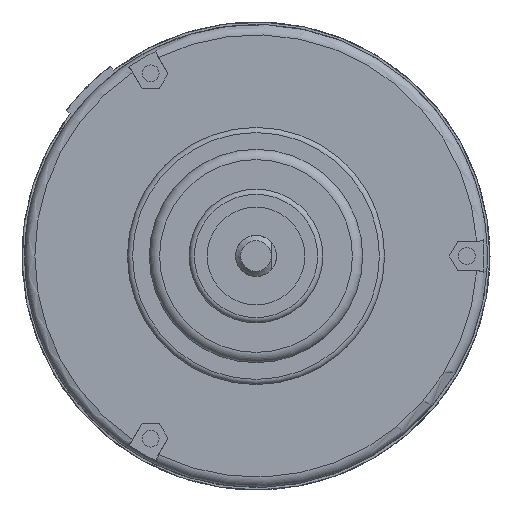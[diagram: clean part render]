
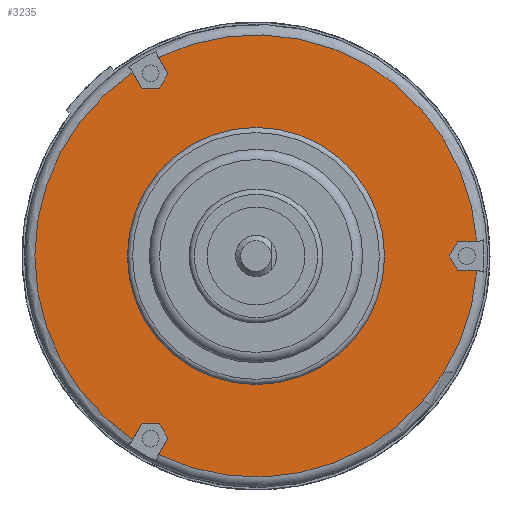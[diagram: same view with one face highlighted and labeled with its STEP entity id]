
A CAD part, left-side view. The second image highlights one B-rep face of the part: STEP entity #3235.
In plain terms, the highlighted planar face has unit normal (-1, 0, 0).
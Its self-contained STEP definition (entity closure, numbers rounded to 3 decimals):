
#1160=CARTESIAN_POINT('',(-59.,18.94,38.604));
#1161=VERTEX_POINT('',#1160);
#1162=CARTESIAN_POINT('',(-59.,-42.902,2.9));
#1163=VERTEX_POINT('',#1162);
#1164=CARTESIAN_POINT('',(-59.,0.,0.));
#1165=DIRECTION('',(1.,0.,0.));
#1166=DIRECTION('',(0.,0.5,0.866));
#1167=AXIS2_PLACEMENT_3D('',#1164,#1165,#1166);
#1168=CIRCLE('',#1167,43.);
#1169=EDGE_CURVE('',#1161,#1163,#1168,.T.);
#1213=CARTESIAN_POINT('',(-59.,-42.902,-2.9));
#1214=VERTEX_POINT('',#1213);
#1222=CARTESIAN_POINT('',(-59.,18.94,-38.604));
#1223=VERTEX_POINT('',#1222);
#1224=CARTESIAN_POINT('',(-59.,0.,0.));
#1225=DIRECTION('',(1.,0.,0.));
#1226=DIRECTION('',(0.,0.5,0.866));
#1227=AXIS2_PLACEMENT_3D('',#1224,#1225,#1226);
#1228=CIRCLE('',#1227,43.);
#1229=EDGE_CURVE('',#1214,#1223,#1228,.T.);
#1275=CARTESIAN_POINT('',(-59.,23.963,-35.704));
#1276=VERTEX_POINT('',#1275);
#1284=CARTESIAN_POINT('',(-59.,23.963,35.704));
#1285=VERTEX_POINT('',#1284);
#1286=CARTESIAN_POINT('',(-59.,0.,0.));
#1287=DIRECTION('',(1.,0.,0.));
#1288=DIRECTION('',(0.,0.5,0.866));
#1289=AXIS2_PLACEMENT_3D('',#1286,#1287,#1288);
#1290=CIRCLE('',#1289,43.);
#1291=EDGE_CURVE('',#1276,#1285,#1290,.T.);
#1508=CARTESIAN_POINT('',(-59.,-12.5,-21.651));
#1509=VERTEX_POINT('',#1508);
#1510=CARTESIAN_POINT('',(-59.,0.,0.));
#1511=DIRECTION('',(1.0,0.,0.));
#1512=DIRECTION('',(0.,0.5,0.866));
#1513=AXIS2_PLACEMENT_3D('',#1510,#1511,#1512);
#1514=CIRCLE('',#1513,25.);
#1515=EDGE_CURVE('',#1509,#1509,#1514,.T.);
#3132=CARTESIAN_POINT('',(-59.,20.142,34.888));
#3133=DIRECTION('',(-1.0,0.0,0.0));
#3134=DIRECTION('',(0.0,0.0,1.0));
#3135=AXIS2_PLACEMENT_3D('',#3132,#3133,#3134);
#3136=PLANE('',#3135);
#3137=CARTESIAN_POINT('',(-59.,-39.274,-2.9));
#3138=VERTEX_POINT('',#3137);
#3139=CARTESIAN_POINT('',(-59.,-42.902,-2.9));
#3140=DIRECTION('',(0.,1.0,0.));
#3141=VECTOR('',#3140,3.628);
#3142=LINE('',#3139,#3141);
#3143=EDGE_CURVE('',#1214,#3138,#3142,.T.);
#3144=ORIENTED_EDGE('',*,*,#3143,.T.);
#3145=CARTESIAN_POINT('',(-59.,-37.6,0.));
#3146=VERTEX_POINT('',#3145);
#3147=CARTESIAN_POINT('',(-59.,-39.274,-2.9));
#3148=DIRECTION('',(0.0,0.5,0.866));
#3149=VECTOR('',#3148,3.349);
#3150=LINE('',#3147,#3149);
#3151=EDGE_CURVE('',#3138,#3146,#3150,.T.);
#3152=ORIENTED_EDGE('',*,*,#3151,.T.);
#3153=CARTESIAN_POINT('',(-59.,-39.274,2.9));
#3154=VERTEX_POINT('',#3153);
#3155=CARTESIAN_POINT('',(-59.,-37.6,0.));
#3156=DIRECTION('',(0.0,-0.5,0.866));
#3157=VECTOR('',#3156,3.349);
#3158=LINE('',#3155,#3157);
#3159=EDGE_CURVE('',#3146,#3154,#3158,.T.);
#3160=ORIENTED_EDGE('',*,*,#3159,.T.);
#3161=CARTESIAN_POINT('',(-59.,-39.274,2.9));
#3162=DIRECTION('',(0.,-1.0,0.));
#3163=VECTOR('',#3162,3.628);
#3164=LINE('',#3161,#3163);
#3165=EDGE_CURVE('',#3154,#1163,#3164,.T.);
#3166=ORIENTED_EDGE('',*,*,#3165,.T.);
#3167=ORIENTED_EDGE('',*,*,#1169,.F.);
#3168=CARTESIAN_POINT('',(-59.,17.126,35.463));
#3169=VERTEX_POINT('',#3168);
#3170=CARTESIAN_POINT('',(-59.,18.94,38.604));
#3171=DIRECTION('',(0.,-0.5,-0.866));
#3172=VECTOR('',#3171,3.628);
#3173=LINE('',#3170,#3172);
#3174=EDGE_CURVE('',#1161,#3169,#3173,.T.);
#3175=ORIENTED_EDGE('',*,*,#3174,.T.);
#3176=CARTESIAN_POINT('',(-59.,18.8,32.563));
#3177=VERTEX_POINT('',#3176);
#3178=CARTESIAN_POINT('',(-59.,17.126,35.463));
#3179=DIRECTION('',(0.,0.5,-0.866));
#3180=VECTOR('',#3179,3.349);
#3181=LINE('',#3178,#3180);
#3182=EDGE_CURVE('',#3169,#3177,#3181,.T.);
#3183=ORIENTED_EDGE('',*,*,#3182,.T.);
#3184=CARTESIAN_POINT('',(-59.,22.149,32.563));
#3185=VERTEX_POINT('',#3184);
#3186=CARTESIAN_POINT('',(-59.,18.8,32.563));
#3187=DIRECTION('',(0.0,1.0,0.0));
#3188=VECTOR('',#3187,3.349);
#3189=LINE('',#3186,#3188);
#3190=EDGE_CURVE('',#3177,#3185,#3189,.T.);
#3191=ORIENTED_EDGE('',*,*,#3190,.T.);
#3192=CARTESIAN_POINT('',(-59.,22.149,32.563));
#3193=DIRECTION('',(0.0,0.5,0.866));
#3194=VECTOR('',#3193,3.628);
#3195=LINE('',#3192,#3194);
#3196=EDGE_CURVE('',#3185,#1285,#3195,.T.);
#3197=ORIENTED_EDGE('',*,*,#3196,.T.);
#3198=ORIENTED_EDGE('',*,*,#1291,.F.);
#3199=CARTESIAN_POINT('',(-59.,22.149,-32.563));
#3200=VERTEX_POINT('',#3199);
#3201=CARTESIAN_POINT('',(-59.,23.963,-35.704));
#3202=DIRECTION('',(0.0,-0.5,0.866));
#3203=VECTOR('',#3202,3.628);
#3204=LINE('',#3201,#3203);
#3205=EDGE_CURVE('',#1276,#3200,#3204,.T.);
#3206=ORIENTED_EDGE('',*,*,#3205,.T.);
#3207=CARTESIAN_POINT('',(-59.,18.8,-32.563));
#3208=VERTEX_POINT('',#3207);
#3209=CARTESIAN_POINT('',(-59.,22.149,-32.563));
#3210=DIRECTION('',(0.0,-1.0,0.));
#3211=VECTOR('',#3210,3.349);
#3212=LINE('',#3209,#3211);
#3213=EDGE_CURVE('',#3200,#3208,#3212,.T.);
#3214=ORIENTED_EDGE('',*,*,#3213,.T.);
#3215=CARTESIAN_POINT('',(-59.,17.126,-35.463));
#3216=VERTEX_POINT('',#3215);
#3217=CARTESIAN_POINT('',(-59.,18.8,-32.563));
#3218=DIRECTION('',(0.,-0.5,-0.866));
#3219=VECTOR('',#3218,3.349);
#3220=LINE('',#3217,#3219);
#3221=EDGE_CURVE('',#3208,#3216,#3220,.T.);
#3222=ORIENTED_EDGE('',*,*,#3221,.T.);
#3223=CARTESIAN_POINT('',(-59.,17.126,-35.463));
#3224=DIRECTION('',(0.,0.5,-0.866));
#3225=VECTOR('',#3224,3.628);
#3226=LINE('',#3223,#3225);
#3227=EDGE_CURVE('',#3216,#1223,#3226,.T.);
#3228=ORIENTED_EDGE('',*,*,#3227,.T.);
#3229=ORIENTED_EDGE('',*,*,#1229,.F.);
#3230=EDGE_LOOP('',(#3144,#3152,#3160,#3166,#3167,#3175,#3183,#3191,#3197,#3198,#3206,#3214,#3222,#3228,#3229));
#3231=FACE_OUTER_BOUND('',#3230,.T.);
#3232=ORIENTED_EDGE('',*,*,#1515,.T.);
#3233=EDGE_LOOP('',(#3232));
#3234=FACE_BOUND('',#3233,.T.);
#3235=ADVANCED_FACE('',(#3231,#3234),#3136,.T.);
